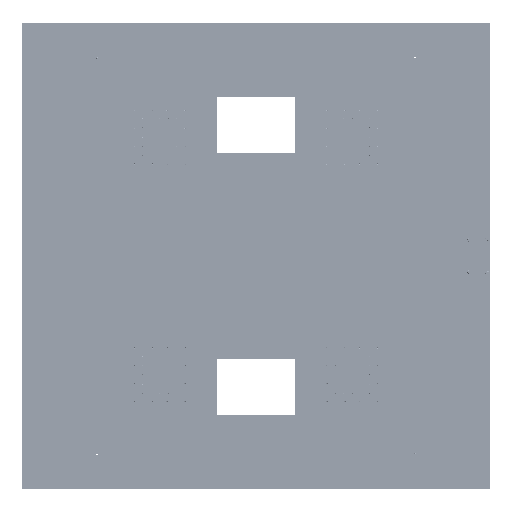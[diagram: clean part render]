
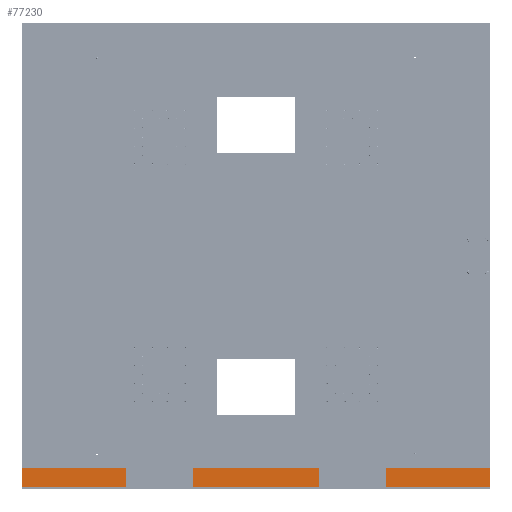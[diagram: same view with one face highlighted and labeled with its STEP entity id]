
A CAD part, front view. The second image highlights one B-rep face of the part: STEP entity #77230.
In plain terms, the highlighted planar face has unit normal (0, -1, 0).
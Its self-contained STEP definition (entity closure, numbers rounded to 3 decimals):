
#4299=PLANE('',#83456);
#6627=FACE_OUTER_BOUND('',#10867,.T.);
#10867=EDGE_LOOP('',(#54512,#54513,#54514,#54515));
#16122=LINE('',#116385,#23035);
#16123=LINE('',#116388,#23036);
#16124=LINE('',#116390,#23037);
#16125=LINE('',#116391,#23038);
#23035=VECTOR('',#92871,0.394);
#23036=VECTOR('',#92874,0.394);
#23037=VECTOR('',#92875,0.394);
#23038=VECTOR('',#92876,0.394);
#34058=VERTEX_POINT('',#116379);
#34060=VERTEX_POINT('',#116383);
#34061=VERTEX_POINT('',#116387);
#34062=VERTEX_POINT('',#116389);
#42208=EDGE_CURVE('',#34058,#34060,#16122,.T.);
#42209=EDGE_CURVE('',#34058,#34061,#16123,.T.);
#42210=EDGE_CURVE('',#34062,#34060,#16124,.T.);
#42211=EDGE_CURVE('',#34061,#34062,#16125,.T.);
#54512=ORIENTED_EDGE('',*,*,#42209,.F.);
#54513=ORIENTED_EDGE('',*,*,#42208,.T.);
#54514=ORIENTED_EDGE('',*,*,#42210,.F.);
#54515=ORIENTED_EDGE('',*,*,#42211,.F.);
#77230=ADVANCED_FACE('',(#6627),#4299,.T.);
#83456=AXIS2_PLACEMENT_3D('',#116386,#92872,#92873);
#92871=DIRECTION('',(0.,0.,1.));
#92872=DIRECTION('center_axis',(0.,-1.,0.));
#92873=DIRECTION('ref_axis',(1.,0.,0.));
#92874=DIRECTION('',(-1.,0.,0.));
#92875=DIRECTION('',(1.,0.,0.));
#92876=DIRECTION('',(0.,0.,1.));
#116379=CARTESIAN_POINT('',(12.,-1.,0.));
#116383=CARTESIAN_POINT('',(12.,-1.,300.));
#116385=CARTESIAN_POINT('',(12.,-1.,0.));
#116386=CARTESIAN_POINT('Origin',(0.,-1.,0.));
#116387=CARTESIAN_POINT('',(0.,-1.,0.));
#116388=CARTESIAN_POINT('',(12.,-1.,0.));
#116389=CARTESIAN_POINT('',(0.,-1.,300.));
#116390=CARTESIAN_POINT('',(12.,-1.,300.));
#116391=CARTESIAN_POINT('',(0.,-1.,0.));
